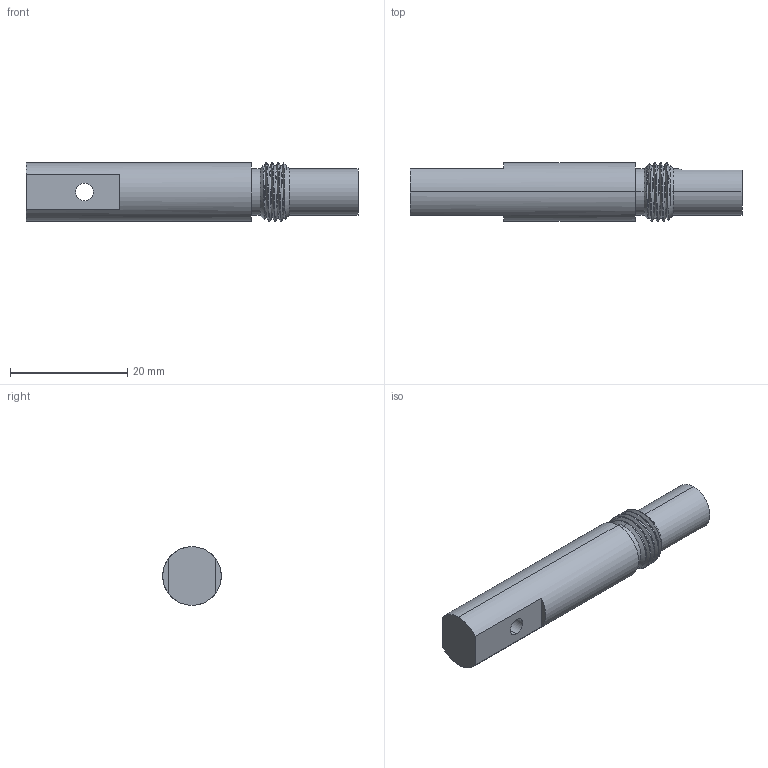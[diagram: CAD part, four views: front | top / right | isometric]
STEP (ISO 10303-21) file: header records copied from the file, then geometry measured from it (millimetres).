
FILE_DESCRIPTION (( 'STEP AP214' ), '1' );
FILE_NAME ('mnp_02.STEP', '2025-02-23T23:26:22', ( '' ), ( '' ), 'SwSTEP 2.0', 'SolidWorks 2024', '' );
FILE_SCHEMA (( 'AUTOMOTIVE_DESIGN' ));
Length unit declared in the file: millimetre
Products named in the file (1): mnp_02
Bounding box: 56.7 x 10 x 10 mm (x, y, z)
Volume: 3726.9 mm3; surface area: 2081.3 mm2
Topology: 1 solids, 1 shells, 39 faces, 100 edges, 63 vertices
Faces by surface type: cylinder 19, plane 10, cone 7, bspline 3
Entity records: 2230 total; most frequent: CARTESIAN_POINT 1322, ORIENTED_EDGE 196, DIRECTION 173, EDGE_CURVE 98, AXIS2_PLACEMENT_3D 66, VERTEX_POINT 63, EDGE_LOOP 43, VECTOR 41
